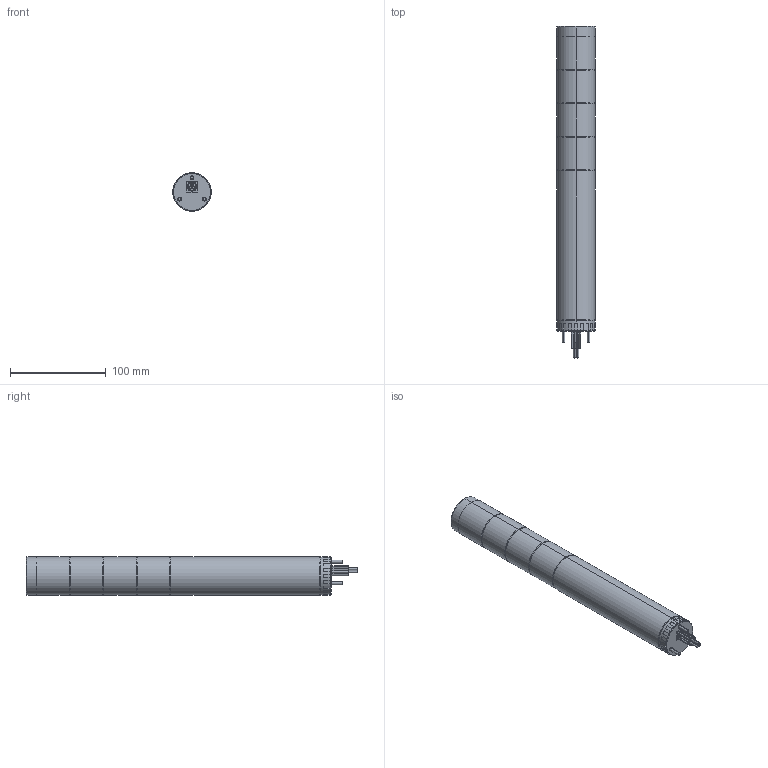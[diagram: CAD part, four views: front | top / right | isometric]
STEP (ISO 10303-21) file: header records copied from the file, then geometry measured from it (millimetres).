
FILE_DESCRIPTION (( 'STEP AP214' ), '1' );
FILE_NAME ('LCE-4M2FBW-RYGB.step', '2016-10-25T14:43:48', ( '' ), ( '' ), 'SwSTEP 2.0', 'SolidWorks 2016', '' );
FILE_SCHEMA (( 'AUTOMOTIVE_DESIGN' ));
Length unit declared in the file: millimetre
Products named in the file (1): LCE-4M2FBW-RYGB
Bounding box: 40 x 346 x 40 mm (x, y, z)
Volume: 398756.5 mm3; surface area: 74970.2 mm2
Topology: 30 solids, 30 shells, 238 faces, 524 edges, 348 vertices
Faces by surface type: plane 166, cylinder 68, cone 2, torus 2
Entity records: 6897 total; most frequent: DIRECTION 1184, CARTESIAN_POINT 1111, ORIENTED_EDGE 1048, EDGE_CURVE 524, AXIS2_PLACEMENT_3D 421, VERTEX_POINT 348, LINE 342, VECTOR 342
